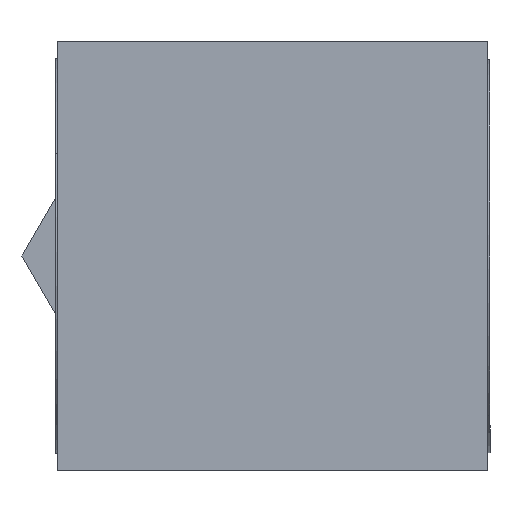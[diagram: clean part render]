
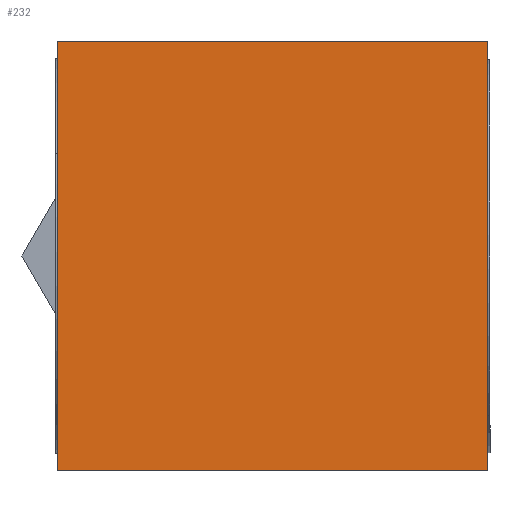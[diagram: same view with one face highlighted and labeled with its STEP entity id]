
A CAD part, left-side view. The second image highlights one B-rep face of the part: STEP entity #232.
In plain terms, the highlighted planar face has unit normal (-1, 0, 0).
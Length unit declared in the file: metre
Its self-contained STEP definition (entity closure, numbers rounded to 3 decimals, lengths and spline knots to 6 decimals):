
#232=ADVANCED_FACE('0:81',(#492),#493,.F.);
#492=FACE_OUTER_BOUND('',#806,.T.);
#493=PLANE('',#807);
#806=EDGE_LOOP('',(#1258,#1259,#1260,#1261));
#807=AXIS2_PLACEMENT_3D('',#1262,#1263,#1264);
#1258=ORIENTED_EDGE('',*,*,#1889,.T.);
#1259=ORIENTED_EDGE('',*,*,#1890,.F.);
#1260=ORIENTED_EDGE('',*,*,#1891,.F.);
#1261=ORIENTED_EDGE('',*,*,#1892,.T.);
#1262=CARTESIAN_POINT('',(-0.1715,0.0381,0.));
#1263=DIRECTION('',(1.0,0.0,0.0));
#1264=DIRECTION('',(0.0,1.0,-0.0));
#1889=EDGE_CURVE('0:171',#2244,#2245,#2246,.T.);
#1890=EDGE_CURVE('0:180',#2247,#2245,#2248,.T.);
#1891=EDGE_CURVE('0:153',#2249,#2247,#2250,.T.);
#1892=EDGE_CURVE('0:183',#2249,#2244,#2251,.T.);
#2244=VERTEX_POINT('NONE',#2705);
#2245=VERTEX_POINT('NONE',#2706);
#2246=LINE('',#2707,#2708);
#2247=VERTEX_POINT('NONE',#2709);
#2248=LINE('',#2710,#2711);
#2249=VERTEX_POINT('NONE',#2712);
#2250=LINE('',#2713,#2714);
#2251=LINE('',#2715,#2716);
#2705=CARTESIAN_POINT('',(-0.1715,0.,0.));
#2706=CARTESIAN_POINT('',(-0.1715,0.,0.0381));
#2707=CARTESIAN_POINT('',(-0.1715,0.,0.));
#2708=VECTOR('',#3219,1.0);
#2709=CARTESIAN_POINT('',(-0.1715,0.0381,0.0381));
#2710=CARTESIAN_POINT('',(-0.1715,0.0381,0.0381));
#2711=VECTOR('',#3220,1.0);
#2712=CARTESIAN_POINT('',(-0.1715,0.0381,0.));
#2713=CARTESIAN_POINT('',(-0.1715,0.0381,0.));
#2714=VECTOR('',#3221,1.0);
#2715=CARTESIAN_POINT('',(-0.1715,0.0381,0.));
#2716=VECTOR('',#3222,1.0);
#3219=DIRECTION('',(0.0,0.,1.0));
#3220=DIRECTION('',(-0.0,-1.0,0.));
#3221=DIRECTION('',(0.0,0.,1.0));
#3222=DIRECTION('',(-0.0,-1.0,0.));
